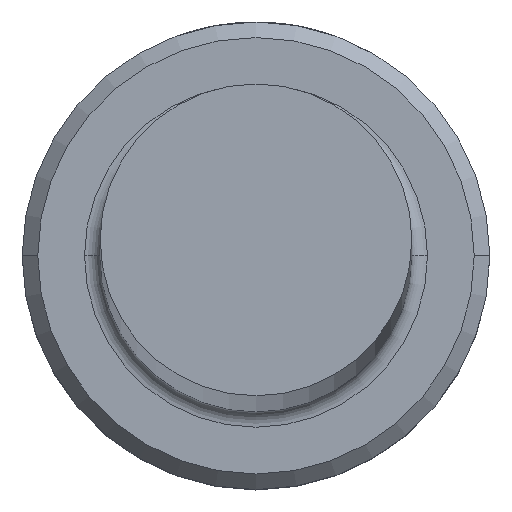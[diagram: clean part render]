
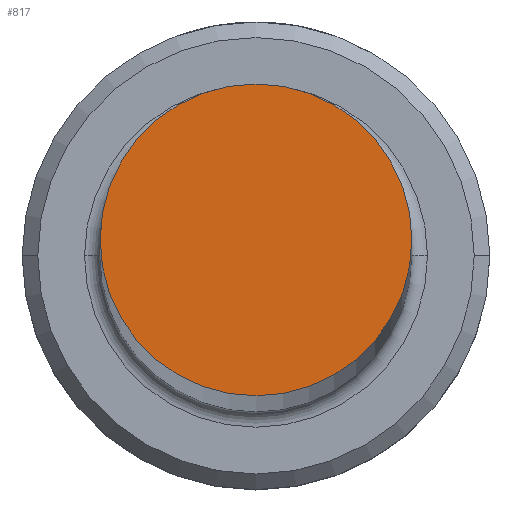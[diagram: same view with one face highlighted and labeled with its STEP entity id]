
A CAD part, top view. The second image highlights one B-rep face of the part: STEP entity #817.
In plain terms, the highlighted planar face has unit normal (0, 0, 1).
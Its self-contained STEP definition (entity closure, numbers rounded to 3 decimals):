
#61 = EDGE_CURVE ( 'NONE', #201, #918, #823, .T. ) ;
#153 = CIRCLE ( 'NONE', #972, 5. ) ;
#201 = VERTEX_POINT ( 'NONE', #701 ) ;
#230 = ORIENTED_EDGE ( 'NONE', *, *, #941, .T. ) ;
#292 = DIRECTION ( 'NONE',  ( 0., 0., 1. ) ) ;
#381 = CARTESIAN_POINT ( 'NONE',  ( 0., 0., 300. ) ) ;
#445 = DIRECTION ( 'NONE',  ( 0., 0., 1. ) ) ;
#450 = AXIS2_PLACEMENT_3D ( 'NONE', #381, #1193, #861 ) ;
#525 = ORIENTED_EDGE ( 'NONE', *, *, #61, .T. ) ;
#545 = AXIS2_PLACEMENT_3D ( 'NONE', #900, #445, #1073 ) ;
#663 = CARTESIAN_POINT ( 'NONE',  ( 5., 0., 300. ) ) ;
#701 = CARTESIAN_POINT ( 'NONE',  ( -5., 0., 300. ) ) ;
#817 = ADVANCED_FACE ( 'NONE', ( #1032 ), #1064, .T. ) ;
#823 = CIRCLE ( 'NONE', #450, 5. ) ;
#850 = CARTESIAN_POINT ( 'NONE',  ( 0., 0., 300. ) ) ;
#861 = DIRECTION ( 'NONE',  ( 1., 0., 0. ) ) ;
#900 = CARTESIAN_POINT ( 'NONE',  ( 0., 0., 300. ) ) ;
#918 = VERTEX_POINT ( 'NONE', #663 ) ;
#939 = DIRECTION ( 'NONE',  ( 1., 0., 0. ) ) ;
#941 = EDGE_CURVE ( 'NONE', #918, #201, #153, .T. ) ;
#970 = EDGE_LOOP ( 'NONE', ( #525, #230 ) ) ;
#972 = AXIS2_PLACEMENT_3D ( 'NONE', #850, #292, #939 ) ;
#1032 = FACE_OUTER_BOUND ( 'NONE', #970, .T. ) ;
#1064 = PLANE ( 'NONE',  #545 ) ;
#1073 = DIRECTION ( 'NONE',  ( 1., 0., 0. ) ) ;
#1193 = DIRECTION ( 'NONE',  ( 0., 0., 1. ) ) ;
